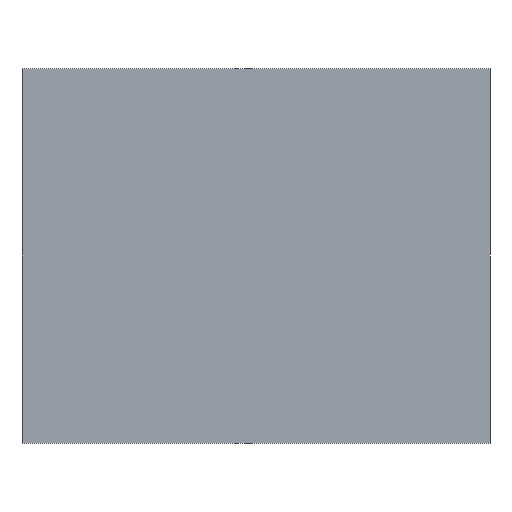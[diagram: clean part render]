
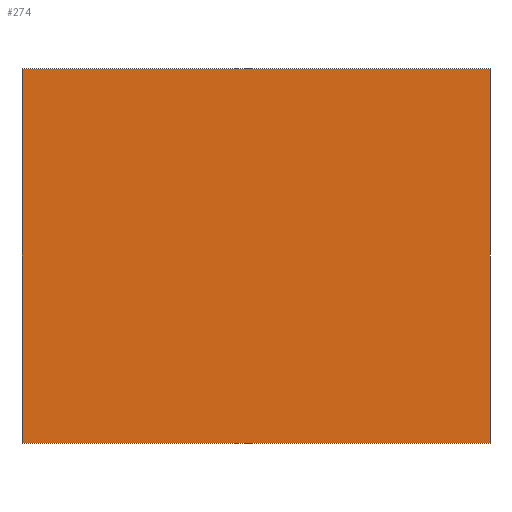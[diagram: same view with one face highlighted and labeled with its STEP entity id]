
A CAD part, front view. The second image highlights one B-rep face of the part: STEP entity #274.
In plain terms, the highlighted planar face has unit normal (0, -1, 0).
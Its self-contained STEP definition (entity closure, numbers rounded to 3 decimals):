
#15 = EDGE_LOOP ( 'NONE', ( #304, #76, #45, #133 ) ) ;
#21 = DIRECTION ( 'NONE',  ( 0., 0., -1. ) ) ;
#38 = VERTEX_POINT ( 'NONE', #142 ) ;
#45 = ORIENTED_EDGE ( 'NONE', *, *, #289, .F. ) ;
#62 = DIRECTION ( 'NONE',  ( 0., 0., 1. ) ) ;
#76 = ORIENTED_EDGE ( 'NONE', *, *, #124, .T. ) ;
#85 = CARTESIAN_POINT ( 'NONE',  ( -0.25, -0.5, 0. ) ) ;
#92 = CARTESIAN_POINT ( 'NONE',  ( 0., -0.5, 0. ) ) ;
#97 = LINE ( 'NONE', #369, #269 ) ;
#99 = VECTOR ( 'NONE', #234, 1000. ) ;
#102 = CARTESIAN_POINT ( 'NONE',  ( -0.25, -0.5, 0. ) ) ;
#117 = CARTESIAN_POINT ( 'NONE',  ( 0.25, -0.5, 0. ) ) ;
#124 = EDGE_CURVE ( 'NONE', #38, #187, #264, .T. ) ;
#125 = CARTESIAN_POINT ( 'NONE',  ( 0., -0.5, 0.4 ) ) ;
#133 = ORIENTED_EDGE ( 'NONE', *, *, #151, .T. ) ;
#140 = FACE_OUTER_BOUND ( 'NONE', #15, .T. ) ;
#142 = CARTESIAN_POINT ( 'NONE',  ( 0.25, -0.5, 0.4 ) ) ;
#151 = EDGE_CURVE ( 'NONE', #244, #363, #348, .T. ) ;
#158 = EDGE_CURVE ( 'NONE', #363, #38, #97, .T. ) ;
#165 = CARTESIAN_POINT ( 'NONE',  ( 0., -0.5, 0. ) ) ;
#187 = VERTEX_POINT ( 'NONE', #320 ) ;
#234 = DIRECTION ( 'NONE',  ( 1., 0., 0. ) ) ;
#241 = AXIS2_PLACEMENT_3D ( 'NONE', #165, #368, #21 ) ;
#244 = VERTEX_POINT ( 'NONE', #102 ) ;
#252 = PLANE ( 'NONE',  #241 ) ;
#264 = LINE ( 'NONE', #125, #319 ) ;
#269 = VECTOR ( 'NONE', #62, 1000. ) ;
#274 = ADVANCED_FACE ( 'NONE', ( #140 ), #252, .T. ) ;
#277 = LINE ( 'NONE', #85, #284 ) ;
#284 = VECTOR ( 'NONE', #364, 1000. ) ;
#289 = EDGE_CURVE ( 'NONE', #244, #187, #277, .T. ) ;
#304 = ORIENTED_EDGE ( 'NONE', *, *, #158, .T. ) ;
#319 = VECTOR ( 'NONE', #345, 1000. ) ;
#320 = CARTESIAN_POINT ( 'NONE',  ( -0.25, -0.5, 0.4 ) ) ;
#345 = DIRECTION ( 'NONE',  ( -1., 0., 0. ) ) ;
#348 = LINE ( 'NONE', #92, #99 ) ;
#363 = VERTEX_POINT ( 'NONE', #117 ) ;
#364 = DIRECTION ( 'NONE',  ( 0., 0., 1. ) ) ;
#368 = DIRECTION ( 'NONE',  ( 0., -1., 0. ) ) ;
#369 = CARTESIAN_POINT ( 'NONE',  ( 0.25, -0.5, 0. ) ) ;
